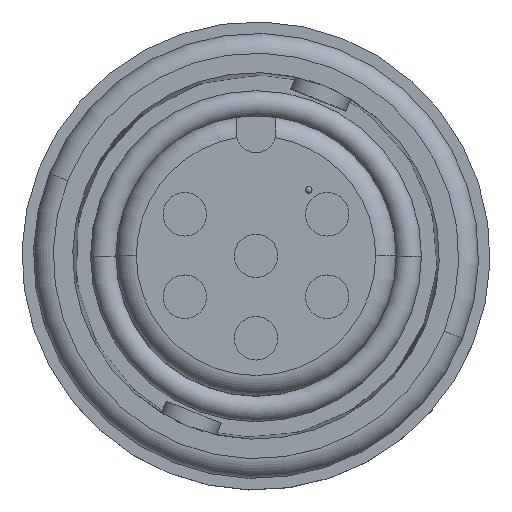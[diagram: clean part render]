
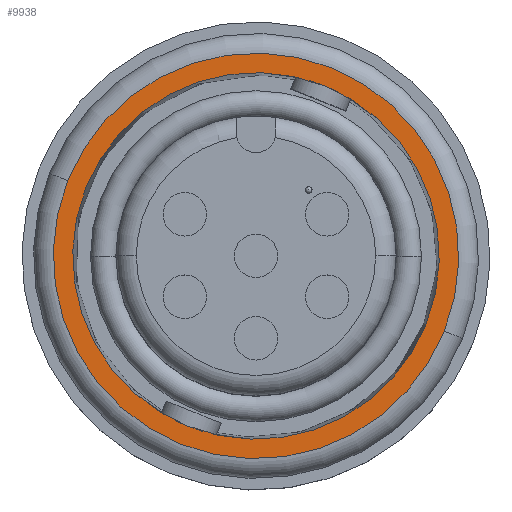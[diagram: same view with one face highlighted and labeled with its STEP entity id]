
A CAD part, top view. The second image highlights one B-rep face of the part: STEP entity #9938.
In plain terms, the highlighted planar face has unit normal (0, 0, 1).
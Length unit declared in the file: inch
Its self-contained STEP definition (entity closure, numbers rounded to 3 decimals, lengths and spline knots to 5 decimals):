
#470 = ORIENTED_EDGE ( 'NONE', *, *, #11897, .T. ) ;
#562 = PLANE ( 'NONE',  #21056 ) ;
#569 = VERTEX_POINT ( 'NONE', #4396 ) ;
#637 = DIRECTION ( 'NONE',  ( 0., 0., -1. ) ) ;
#857 = EDGE_CURVE ( 'NONE', #569, #19199, #22022, .T. ) ;
#1494 = CARTESIAN_POINT ( 'NONE',  ( -0.10324, -0.25812, 0.271 ) ) ;
#1557 = AXIS2_PLACEMENT_3D ( 'NONE', #1631, #13511, #3353 ) ;
#1631 = CARTESIAN_POINT ( 'NONE',  ( 0., 0., 0.271 ) ) ;
#2188 = EDGE_CURVE ( 'NONE', #13965, #569, #7075, .T. ) ;
#3269 = DIRECTION ( 'NONE',  ( 0., 0., 1. ) ) ;
#3353 = DIRECTION ( 'NONE',  ( 0.928, -0.371, 0. ) ) ;
#3613 = AXIS2_PLACEMENT_3D ( 'NONE', #13434, #3269, #15164 ) ;
#3781 = DIRECTION ( 'NONE',  ( 0., 0., 1. ) ) ;
#4396 = CARTESIAN_POINT ( 'NONE',  ( 0.25812, -0.10324, 0.271 ) ) ;
#5083 = EDGE_CURVE ( 'NONE', #22075, #16814, #7319, .T. ) ;
#5862 = CIRCLE ( 'NONE', #18557, 0.3075 ) ;
#6253 = DIRECTION ( 'NONE',  ( 0., 0., 1. ) ) ;
#6406 = ORIENTED_EDGE ( 'NONE', *, *, #9822, .F. ) ;
#7075 = CIRCLE ( 'NONE', #15810, 0.278 ) ;
#7204 = DIRECTION ( 'NONE',  ( 0., 0., 1. ) ) ;
#7319 = CIRCLE ( 'NONE', #3613, 0.3075 ) ;
#8764 = EDGE_LOOP ( 'NONE', ( #6406, #9504, #12262 ) ) ;
#9063 = FACE_BOUND ( 'NONE', #8764, .T. ) ;
#9504 = ORIENTED_EDGE ( 'NONE', *, *, #857, .F. ) ;
#9734 = EDGE_LOOP ( 'NONE', ( #470, #19117 ) ) ;
#9822 = EDGE_CURVE ( 'NONE', #19199, #13965, #18658, .T. ) ;
#9938 = ADVANCED_FACE ( 'NONE', ( #9063, #17568 ), #562, .F. ) ;
#10494 = CARTESIAN_POINT ( 'NONE',  ( -0.28551, 0.1142, 0.271 ) ) ;
#11897 = EDGE_CURVE ( 'NONE', #16814, #22075, #5862, .T. ) ;
#12262 = ORIENTED_EDGE ( 'NONE', *, *, #2188, .F. ) ;
#12522 = DIRECTION ( 'NONE',  ( -0.928, 0.371, 0. ) ) ;
#13434 = CARTESIAN_POINT ( 'NONE',  ( 0., 0., 0.271 ) ) ;
#13511 = DIRECTION ( 'NONE',  ( 0., 0., 1. ) ) ;
#13946 = CARTESIAN_POINT ( 'NONE',  ( 0., 0., 0.271 ) ) ;
#13965 = VERTEX_POINT ( 'NONE', #1494 ) ;
#14232 = AXIS2_PLACEMENT_3D ( 'NONE', #17390, #7204, #19076 ) ;
#15164 = DIRECTION ( 'NONE',  ( -0.928, 0.371, 0. ) ) ;
#15660 = DIRECTION ( 'NONE',  ( 0.928, -0.371, 0. ) ) ;
#15810 = AXIS2_PLACEMENT_3D ( 'NONE', #13946, #3781, #15660 ) ;
#16424 = CARTESIAN_POINT ( 'NONE',  ( 0., 0., 0.271 ) ) ;
#16814 = VERTEX_POINT ( 'NONE', #10494 ) ;
#17390 = CARTESIAN_POINT ( 'NONE',  ( 0., 0., 0.271 ) ) ;
#17568 = FACE_OUTER_BOUND ( 'NONE', #9734, .T. ) ;
#18125 = DIRECTION ( 'NONE',  ( -0.928, 0.371, 0. ) ) ;
#18557 = AXIS2_PLACEMENT_3D ( 'NONE', #16424, #6253, #18125 ) ;
#18658 = CIRCLE ( 'NONE', #14232, 0.278 ) ;
#19076 = DIRECTION ( 'NONE',  ( 0.928, -0.371, 0. ) ) ;
#19117 = ORIENTED_EDGE ( 'NONE', *, *, #5083, .T. ) ;
#19199 = VERTEX_POINT ( 'NONE', #21975 ) ;
#19227 = CARTESIAN_POINT ( 'NONE',  ( 0., 0., 0.271 ) ) ;
#20169 = CARTESIAN_POINT ( 'NONE',  ( 0.28551, -0.1142, 0.271 ) ) ;
#21056 = AXIS2_PLACEMENT_3D ( 'NONE', #19227, #637, #12522 ) ;
#21975 = CARTESIAN_POINT ( 'NONE',  ( 0.10324, 0.25812, 0.271 ) ) ;
#22022 = CIRCLE ( 'NONE', #1557, 0.278 ) ;
#22075 = VERTEX_POINT ( 'NONE', #20169 ) ;
